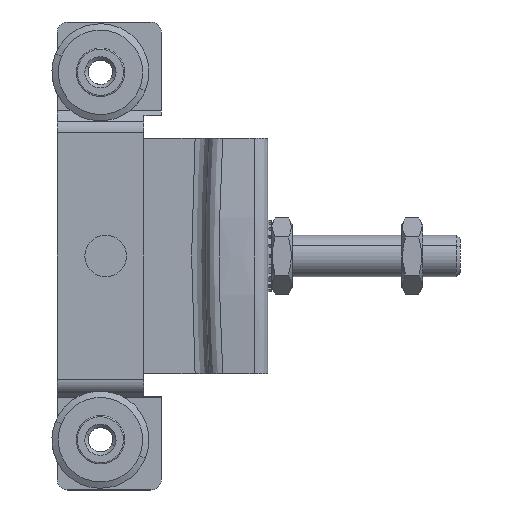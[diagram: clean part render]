
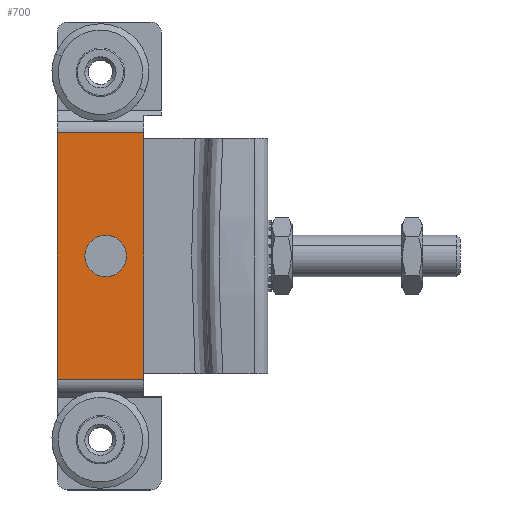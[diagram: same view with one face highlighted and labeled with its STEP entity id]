
A CAD part, left-side view. The second image highlights one B-rep face of the part: STEP entity #700.
In plain terms, the highlighted planar face has unit normal (-1, 0, 0).
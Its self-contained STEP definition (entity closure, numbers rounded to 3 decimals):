
#122 = CARTESIAN_POINT ( 'NONE',  ( 1.045, 58.511, 29.095 ) ) ;
#516 = CARTESIAN_POINT ( 'NONE',  ( 1.045, 58.511, 23.995 ) ) ;
#700 = ADVANCED_FACE ( 'NONE', ( #21966, #7370 ), #5661, .T. ) ;
#1122 = CARTESIAN_POINT ( 'NONE',  ( 1.045, 72.461, 64.595 ) ) ;
#3343 = ORIENTED_EDGE ( 'NONE', *, *, #16191, .F. ) ;
#3445 = AXIS2_PLACEMENT_3D ( 'NONE', #4221, #19799, #17762 ) ;
#3991 = DIRECTION ( 'NONE',  ( 0., 0., 1. ) ) ;
#4221 = CARTESIAN_POINT ( 'NONE',  ( 1.045, 72.461, -38.405 ) ) ;
#4426 = CARTESIAN_POINT ( 'NONE',  ( 1.045, 72.461, -6.405 ) ) ;
#4706 = CARTESIAN_POINT ( 'NONE',  ( 1.045, 47.461, 64.595 ) ) ;
#4795 = ORIENTED_EDGE ( 'NONE', *, *, #16883, .T. ) ;
#5186 = LINE ( 'NONE', #11464, #21662 ) ;
#5272 = VECTOR ( 'NONE', #7822, 1000. ) ;
#5661 = PLANE ( 'NONE',  #3445 ) ;
#5719 = VERTEX_POINT ( 'NONE', #12941 ) ;
#5835 = ORIENTED_EDGE ( 'NONE', *, *, #15938, .T. ) ;
#6211 = VERTEX_POINT ( 'NONE', #12260 ) ;
#6476 = EDGE_CURVE ( 'NONE', #7435, #5719, #17455, .T. ) ;
#6984 = ORIENTED_EDGE ( 'NONE', *, *, #6476, .T. ) ;
#7370 = FACE_OUTER_BOUND ( 'NONE', #11239, .T. ) ;
#7435 = VERTEX_POINT ( 'NONE', #1122 ) ;
#7822 = DIRECTION ( 'NONE',  ( 0., -1., 0. ) ) ;
#7921 = DIRECTION ( 'NONE',  ( 0., -1., 0. ) ) ;
#7923 = DIRECTION ( 'NONE',  ( 0., 0., -1. ) ) ;
#8654 = VERTEX_POINT ( 'NONE', #4706 ) ;
#9272 = VERTEX_POINT ( 'NONE', #516 ) ;
#10302 = AXIS2_PLACEMENT_3D ( 'NONE', #122, #10739, #12257 ) ;
#10693 = VECTOR ( 'NONE', #7923, 1000. ) ;
#10739 = DIRECTION ( 'NONE',  ( 1., 0., 0. ) ) ;
#10891 = CARTESIAN_POINT ( 'NONE',  ( 1.045, 72.461, -38.405 ) ) ;
#11239 = EDGE_LOOP ( 'NONE', ( #22452, #16939, #3343, #6984 ) ) ;
#11464 = CARTESIAN_POINT ( 'NONE',  ( 1.045, 72.461, 64.595 ) ) ;
#12045 = AXIS2_PLACEMENT_3D ( 'NONE', #20896, #15684, #20967 ) ;
#12146 = EDGE_CURVE ( 'NONE', #5719, #6211, #16341, .T. ) ;
#12257 = DIRECTION ( 'NONE',  ( 0., 0., 1. ) ) ;
#12260 = CARTESIAN_POINT ( 'NONE',  ( 1.045, 47.461, -6.405 ) ) ;
#12741 = LINE ( 'NONE', #14338, #13277 ) ;
#12767 = CIRCLE ( 'NONE', #10302, 5.1 ) ;
#12941 = CARTESIAN_POINT ( 'NONE',  ( 1.045, 72.461, -6.405 ) ) ;
#13277 = VECTOR ( 'NONE', #3991, 1000. ) ;
#14338 = CARTESIAN_POINT ( 'NONE',  ( 1.045, 47.461, -38.405 ) ) ;
#15684 = DIRECTION ( 'NONE',  ( 1., 0., 0. ) ) ;
#15938 = EDGE_CURVE ( 'NONE', #9272, #17885, #12767, .T. ) ;
#16158 = EDGE_CURVE ( 'NONE', #6211, #8654, #12741, .T. ) ;
#16191 = EDGE_CURVE ( 'NONE', #7435, #8654, #5186, .T. ) ;
#16341 = LINE ( 'NONE', #4426, #5272 ) ;
#16883 = EDGE_CURVE ( 'NONE', #17885, #9272, #20565, .T. ) ;
#16939 = ORIENTED_EDGE ( 'NONE', *, *, #16158, .T. ) ;
#17455 = LINE ( 'NONE', #10891, #10693 ) ;
#17701 = CARTESIAN_POINT ( 'NONE',  ( 1.045, 58.511, 34.195 ) ) ;
#17762 = DIRECTION ( 'NONE',  ( 0., 0., 1. ) ) ;
#17885 = VERTEX_POINT ( 'NONE', #17701 ) ;
#19799 = DIRECTION ( 'NONE',  ( -1., 0., 0. ) ) ;
#20565 = CIRCLE ( 'NONE', #12045, 5.1 ) ;
#20896 = CARTESIAN_POINT ( 'NONE',  ( 1.045, 58.511, 29.095 ) ) ;
#20967 = DIRECTION ( 'NONE',  ( 0., 0., 1. ) ) ;
#21662 = VECTOR ( 'NONE', #7921, 1000. ) ;
#21691 = EDGE_LOOP ( 'NONE', ( #5835, #4795 ) ) ;
#21966 = FACE_BOUND ( 'NONE', #21691, .T. ) ;
#22452 = ORIENTED_EDGE ( 'NONE', *, *, #12146, .T. ) ;
